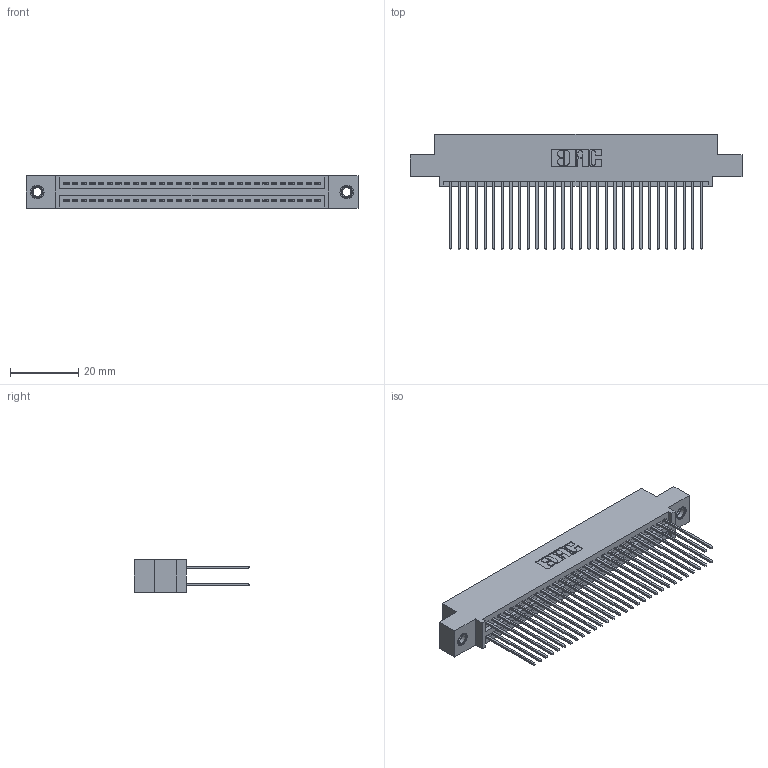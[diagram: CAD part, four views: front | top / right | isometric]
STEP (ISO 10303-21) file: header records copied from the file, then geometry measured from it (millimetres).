
FILE_DESCRIPTION (( 'STEP AP203' ), '1' );
FILE_NAME ('395-060-541-507.STEP', '2019-10-23T14:10:16', ( '' ), ( '' ), 'SwSTEP 2.0', 'SolidWorks 2016', '' );
FILE_SCHEMA (( 'CONFIG_CONTROL_DESIGN' ));
Length unit declared in the file: inch
Products named in the file (4): 395-060-541-507; 345 Part_0.110 Offset - 0.156 Dia-TI; 345-292-001_345-293-141; 345-250-001_345-250-005-103
Assembly tree (63 placements, depth 2):
  395-060-541-507
    345 Part_0.110 Offset - 0.156 Dia-TI
    345-292-001_345-293-141  x60
    345-250-001_345-250-005-103  x2
Bounding box: 97.41 x 33.96 x 9.4 mm (x, y, z)
Volume: 9608.4 mm3; surface area: 15709.2 mm2
Topology: 63 solids, 63 shells, 3190 faces, 9429 edges, 6198 vertices
Faces by surface type: plane 2096, cylinder 1078, cone 12, torus 4
Entity records: 26490 total; most frequent: CARTESIAN_POINT 4435, ORIENTED_EDGE 4362, DIRECTION 3951, EDGE_CURVE 2181, VECTOR 1909, LINE 1909, VERTEX_POINT 1448, AXIS2_PLACEMENT_3D 1021
